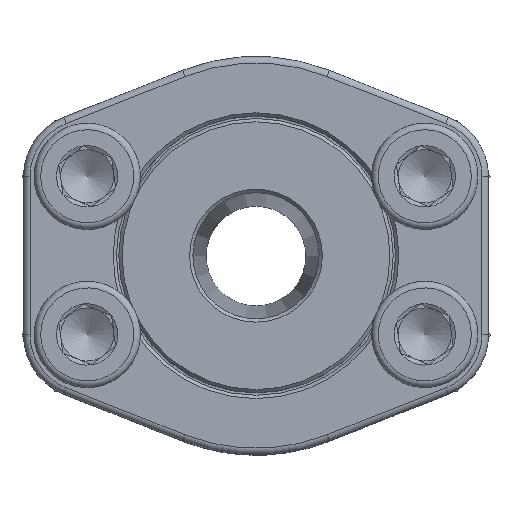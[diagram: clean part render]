
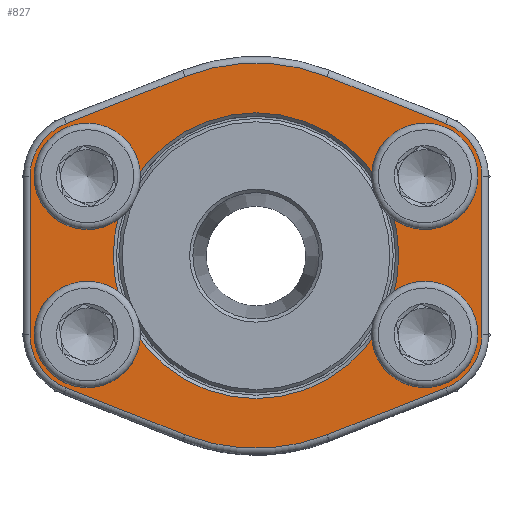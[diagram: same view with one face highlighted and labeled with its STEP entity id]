
A CAD part, top view. The second image highlights one B-rep face of the part: STEP entity #827.
In plain terms, the highlighted face is planar.
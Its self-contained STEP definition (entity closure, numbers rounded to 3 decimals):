
#428=LINE('',#3923,#488);
#429=LINE('',#3928,#489);
#430=LINE('',#3932,#490);
#431=LINE('',#3936,#491);
#432=LINE('',#3940,#492);
#433=LINE('',#3944,#493);
#488=VECTOR('',#3029,1.);
#489=VECTOR('',#3032,1.);
#490=VECTOR('',#3035,1.);
#491=VECTOR('',#3038,1.);
#492=VECTOR('',#3041,1.);
#493=VECTOR('',#3044,1.);
#687=FACE_BOUND('',#1129,.T.);
#688=FACE_BOUND('',#1130,.T.);
#689=FACE_BOUND('',#1131,.T.);
#690=FACE_BOUND('',#1132,.T.);
#691=FACE_BOUND('',#1133,.T.);
#692=FACE_BOUND('',#1134,.T.);
#827=ADVANCED_FACE('',(#687,#688,#689,#690,#691,#692),#943,.T.);
#943=PLANE('',#2548);
#1129=EDGE_LOOP('',(#1512,#1513,#1514,#1515,#1516,#1517,#1518,#1519,#1520,
#1521,#1522,#1523));
#1130=EDGE_LOOP('',(#1524));
#1131=EDGE_LOOP('',(#1525));
#1132=EDGE_LOOP('',(#1526));
#1133=EDGE_LOOP('',(#1527));
#1134=EDGE_LOOP('',(#1528));
#1512=ORIENTED_EDGE('',*,*,#2134,.T.);
#1513=ORIENTED_EDGE('',*,*,#2135,.T.);
#1514=ORIENTED_EDGE('',*,*,#2136,.T.);
#1515=ORIENTED_EDGE('',*,*,#2137,.T.);
#1516=ORIENTED_EDGE('',*,*,#2138,.T.);
#1517=ORIENTED_EDGE('',*,*,#2139,.T.);
#1518=ORIENTED_EDGE('',*,*,#2140,.T.);
#1519=ORIENTED_EDGE('',*,*,#2141,.T.);
#1520=ORIENTED_EDGE('',*,*,#2142,.T.);
#1521=ORIENTED_EDGE('',*,*,#2143,.T.);
#1522=ORIENTED_EDGE('',*,*,#2144,.T.);
#1523=ORIENTED_EDGE('',*,*,#2145,.T.);
#1524=ORIENTED_EDGE('',*,*,#2146,.T.);
#1525=ORIENTED_EDGE('',*,*,#2147,.T.);
#1526=ORIENTED_EDGE('',*,*,#2148,.T.);
#1527=ORIENTED_EDGE('',*,*,#2149,.T.);
#1528=ORIENTED_EDGE('',*,*,#2150,.T.);
#1914=VERTEX_POINT('',#3924);
#1915=VERTEX_POINT('',#3925);
#1916=VERTEX_POINT('',#3927);
#1917=VERTEX_POINT('',#3929);
#1918=VERTEX_POINT('',#3931);
#1919=VERTEX_POINT('',#3933);
#1920=VERTEX_POINT('',#3935);
#1921=VERTEX_POINT('',#3937);
#1922=VERTEX_POINT('',#3939);
#1923=VERTEX_POINT('',#3941);
#1924=VERTEX_POINT('',#3943);
#1925=VERTEX_POINT('',#3945);
#1926=VERTEX_POINT('',#3948);
#1927=VERTEX_POINT('',#3950);
#1928=VERTEX_POINT('',#3952);
#1929=VERTEX_POINT('',#3954);
#1930=VERTEX_POINT('',#3956);
#2134=EDGE_CURVE('',#1914,#1915,#428,.T.);
#2135=EDGE_CURVE('',#1915,#1916,#2314,.T.);
#2136=EDGE_CURVE('',#1916,#1917,#429,.T.);
#2137=EDGE_CURVE('',#1917,#1918,#2315,.T.);
#2138=EDGE_CURVE('',#1918,#1919,#430,.T.);
#2139=EDGE_CURVE('',#1919,#1920,#2316,.T.);
#2140=EDGE_CURVE('',#1920,#1921,#431,.T.);
#2141=EDGE_CURVE('',#1921,#1922,#2317,.T.);
#2142=EDGE_CURVE('',#1922,#1923,#432,.T.);
#2143=EDGE_CURVE('',#1923,#1924,#2318,.T.);
#2144=EDGE_CURVE('',#1924,#1925,#433,.T.);
#2145=EDGE_CURVE('',#1925,#1914,#2319,.T.);
#2146=EDGE_CURVE('',#1926,#1926,#2320,.T.);
#2147=EDGE_CURVE('',#1927,#1927,#2321,.T.);
#2148=EDGE_CURVE('',#1928,#1928,#2322,.T.);
#2149=EDGE_CURVE('',#1929,#1929,#2323,.T.);
#2150=EDGE_CURVE('',#1930,#1930,#2324,.T.);
#2314=CIRCLE('',#2537,8.6);
#2315=CIRCLE('',#2538,8.6);
#2316=CIRCLE('',#2539,29.);
#2317=CIRCLE('',#2540,8.6);
#2318=CIRCLE('',#2541,8.6);
#2319=CIRCLE('',#2542,29.);
#2320=CIRCLE('',#2543,21.5);
#2321=CIRCLE('',#2544,5.85);
#2322=CIRCLE('',#2545,5.85);
#2323=CIRCLE('',#2546,5.85);
#2324=CIRCLE('',#2547,5.85);
#2537=AXIS2_PLACEMENT_3D('',#3926,#3030,#3031);
#2538=AXIS2_PLACEMENT_3D('',#3930,#3033,#3034);
#2539=AXIS2_PLACEMENT_3D('',#3934,#3036,#3037);
#2540=AXIS2_PLACEMENT_3D('',#3938,#3039,#3040);
#2541=AXIS2_PLACEMENT_3D('',#3942,#3042,#3043);
#2542=AXIS2_PLACEMENT_3D('',#3946,#3045,#3046);
#2543=AXIS2_PLACEMENT_3D('',#3947,#3047,#3048);
#2544=AXIS2_PLACEMENT_3D('',#3949,#3049,#3050);
#2545=AXIS2_PLACEMENT_3D('',#3951,#3051,#3052);
#2546=AXIS2_PLACEMENT_3D('',#3953,#3053,#3054);
#2547=AXIS2_PLACEMENT_3D('',#3955,#3055,#3056);
#2548=AXIS2_PLACEMENT_3D('',#3957,#3057,#3058);
#3029=DIRECTION('',(-0.93,0.367,0.));
#3030=DIRECTION('',(0.,0.,-1.));
#3031=DIRECTION('',(-1.,0.,0.));
#3032=DIRECTION('',(0.,1.,0.));
#3033=DIRECTION('',(0.,0.,-1.));
#3034=DIRECTION('',(-1.,0.,0.));
#3035=DIRECTION('',(0.93,0.367,0.));
#3036=DIRECTION('',(0.,0.,-1.));
#3037=DIRECTION('',(-1.,0.,0.));
#3038=DIRECTION('',(0.93,-0.367,0.));
#3039=DIRECTION('',(0.,0.,-1.));
#3040=DIRECTION('',(-1.,0.,0.));
#3041=DIRECTION('',(0.,-1.,0.));
#3042=DIRECTION('',(0.,0.,-1.));
#3043=DIRECTION('',(-1.,0.,0.));
#3044=DIRECTION('',(-0.93,-0.367,0.));
#3045=DIRECTION('',(0.,0.,-1.));
#3046=DIRECTION('',(-1.,0.,0.));
#3047=DIRECTION('',(0.,0.,1.));
#3048=DIRECTION('',(-1.,0.,0.));
#3049=DIRECTION('',(0.,0.,1.));
#3050=DIRECTION('',(-1.,0.,0.));
#3051=DIRECTION('',(0.,0.,1.));
#3052=DIRECTION('',(-1.,0.,0.));
#3053=DIRECTION('',(0.,0.,1.));
#3054=DIRECTION('',(-1.,0.,0.));
#3055=DIRECTION('',(0.,0.,1.));
#3056=DIRECTION('',(-1.,0.,0.));
#3057=DIRECTION('',(0.,0.,-1.));
#3058=DIRECTION('',(-1.,0.,0.));
#3923=CARTESIAN_POINT('',(15.383,-37.258,0.));
#3924=CARTESIAN_POINT('',(-10.655,-26.972,0.));
#3925=CARTESIAN_POINT('',(-28.56,-19.898,0.));
#3926=CARTESIAN_POINT('',(-25.4,-11.9,0.));
#3927=CARTESIAN_POINT('',(-34.,-11.9,0.));
#3928=CARTESIAN_POINT('',(-34.,-11.9,0.));
#3929=CARTESIAN_POINT('',(-34.,11.9,0.));
#3930=CARTESIAN_POINT('',(-25.4,11.9,0.));
#3931=CARTESIAN_POINT('',(-28.56,19.898,0.));
#3932=CARTESIAN_POINT('',(7.25,34.045,0.));
#3933=CARTESIAN_POINT('',(-10.655,26.972,0.));
#3934=CARTESIAN_POINT('',(0.,0.,0.));
#3935=CARTESIAN_POINT('',(10.655,26.972,0.));
#3936=CARTESIAN_POINT('',(36.693,16.686,0.));
#3937=CARTESIAN_POINT('',(28.56,19.898,0.));
#3938=CARTESIAN_POINT('',(25.4,11.9,0.));
#3939=CARTESIAN_POINT('',(34.,11.9,0.));
#3940=CARTESIAN_POINT('',(34.,-11.9,0.));
#3941=CARTESIAN_POINT('',(34.,-11.9,0.));
#3942=CARTESIAN_POINT('',(25.4,-11.9,0.));
#3943=CARTESIAN_POINT('',(28.56,-19.898,0.));
#3944=CARTESIAN_POINT('',(28.56,-19.898,0.));
#3945=CARTESIAN_POINT('',(10.655,-26.972,0.));
#3946=CARTESIAN_POINT('',(0.,0.,0.));
#3947=CARTESIAN_POINT('',(0.,0.,0.));
#3948=CARTESIAN_POINT('',(-21.5,0.,0.));
#3949=CARTESIAN_POINT('',(-25.4,-11.9,0.));
#3950=CARTESIAN_POINT('',(-31.25,-11.9,0.));
#3951=CARTESIAN_POINT('',(-25.4,11.9,0.));
#3952=CARTESIAN_POINT('',(-31.25,11.9,0.));
#3953=CARTESIAN_POINT('',(25.4,-11.9,0.));
#3954=CARTESIAN_POINT('',(19.55,-11.9,0.));
#3955=CARTESIAN_POINT('',(25.4,11.9,0.));
#3956=CARTESIAN_POINT('',(19.55,11.9,0.));
#3957=CARTESIAN_POINT('',(25.4,-11.9,0.));
